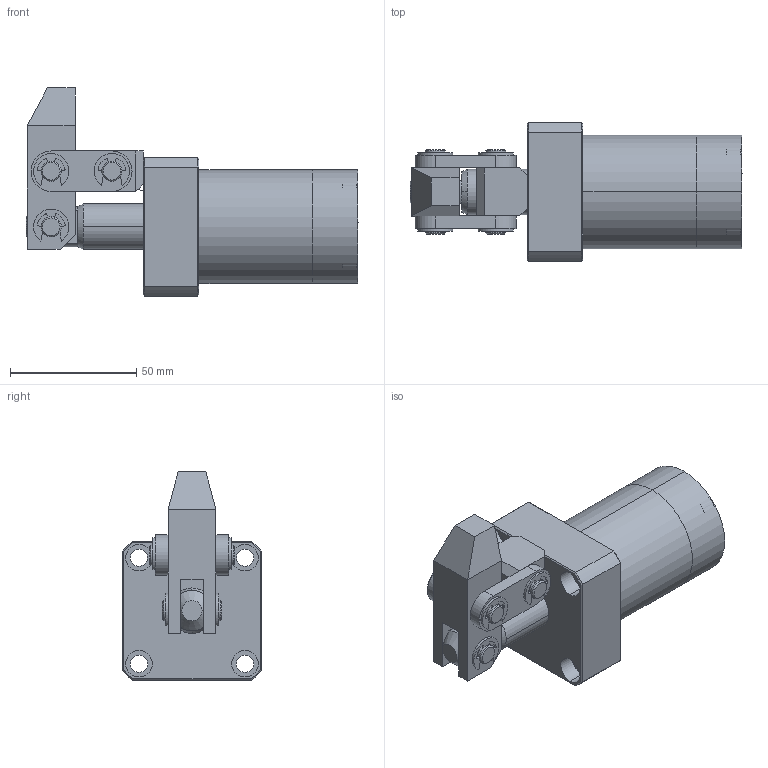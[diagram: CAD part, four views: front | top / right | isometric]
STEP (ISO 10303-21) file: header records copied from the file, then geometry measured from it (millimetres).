
FILE_DESCRIPTION (( 'STEP AP214' ), '1' );
FILE_NAME ('CHLC-FA25.STEP', '2019-04-14T02:02:45', ( '' ), ( '' ), 'SwSTEP 2.0', 'SolidWorks 2016', '' );
FILE_SCHEMA (( 'AUTOMOTIVE_DESIGN' ));
Length unit declared in the file: millimetre
Products named in the file (12): 揤旋; CHLC-25KKDC; CHLC-25CX; CHLC-25DX; CHLC-25HSG_1; CHLC-25LG; CHLC-25ZC; M6; CHLC-FA25HG; CHLC-FA25BT; CHLC-FA25_ASM; CHLC-FA25
Assembly tree (21 placements, depth 2):
  CHLC-FA25
    CHLC-FA25_ASM
    CHLC-FA25BT
    CHLC-FA25HG
    M6  x4
    CHLC-25ZC
    CHLC-25LG  x2
    CHLC-25HSG_1
    CHLC-25DX
    CHLC-25CX  x2
    CHLC-25KKDC  x6
    揤旋
Bounding box: 131.5 x 55 x 82.5 mm (x, y, z)
Volume: 185211.7 mm3; surface area: 58387.4 mm2
Topology: 20 solids, 21 shells, 687 faces, 1801 edges, 1191 vertices
Faces by surface type: cylinder 373, plane 194, cone 52, bspline 52, torus 16
Entity records: 27407 total; most frequent: CARTESIAN_POINT 15313, ORIENTED_EDGE 1908, DIRECTION 1727, EDGE_CURVE 956, AXIS2_PLACEMENT_3D 686, VERTEX_POINT 637, EDGE_LOOP 430, ADVANCED_FACE 366
